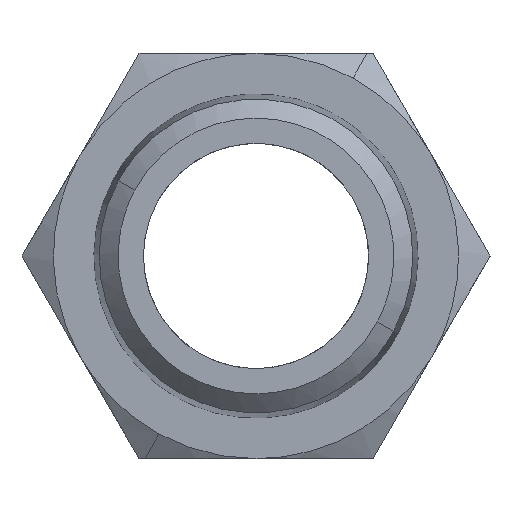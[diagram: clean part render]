
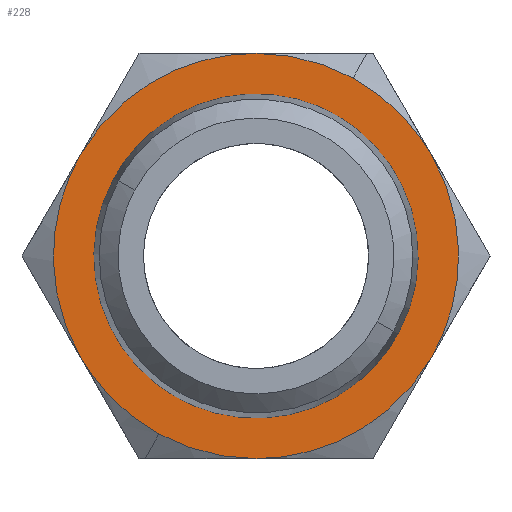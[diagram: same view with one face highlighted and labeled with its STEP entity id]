
A CAD part, front view. The second image highlights one B-rep face of the part: STEP entity #228.
In plain terms, the highlighted planar face has unit normal (0, -1, 0).
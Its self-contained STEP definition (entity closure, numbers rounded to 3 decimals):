
#17=FACE_BOUND('',#325,.T.);
#62=(
BOUNDED_CURVE()
B_SPLINE_CURVE(2,(#1835,#1836,#1837),.UNSPECIFIED.,.F.,.F.)
B_SPLINE_CURVE_WITH_KNOTS((3,3),(0.,14.137),.UNSPECIFIED.)
CURVE()
GEOMETRIC_REPRESENTATION_ITEM()
RATIONAL_B_SPLINE_CURVE((1.,0.866,1.))
REPRESENTATION_ITEM('')
);
#63=(
BOUNDED_CURVE()
B_SPLINE_CURVE(2,(#1838,#1839,#1840),.UNSPECIFIED.,.F.,.F.)
B_SPLINE_CURVE_WITH_KNOTS((3,3),(0.,14.137),.UNSPECIFIED.)
CURVE()
GEOMETRIC_REPRESENTATION_ITEM()
RATIONAL_B_SPLINE_CURVE((1.,0.866,1.))
REPRESENTATION_ITEM('')
);
#64=(
BOUNDED_CURVE()
B_SPLINE_CURVE(2,(#1841,#1842,#1843),.UNSPECIFIED.,.F.,.F.)
B_SPLINE_CURVE_WITH_KNOTS((3,3),(0.,7.387),.UNSPECIFIED.)
CURVE()
GEOMETRIC_REPRESENTATION_ITEM()
RATIONAL_B_SPLINE_CURVE((1.,0.963,1.))
REPRESENTATION_ITEM('')
);
#65=(
BOUNDED_CURVE()
B_SPLINE_CURVE(2,(#1844,#1845,#1846),.UNSPECIFIED.,.F.,.F.)
B_SPLINE_CURVE_WITH_KNOTS((3,3),(0.,6.75),.UNSPECIFIED.)
CURVE()
GEOMETRIC_REPRESENTATION_ITEM()
RATIONAL_B_SPLINE_CURVE((1.,0.969,1.))
REPRESENTATION_ITEM('')
);
#66=(
BOUNDED_CURVE()
B_SPLINE_CURVE(2,(#1847,#1848,#1849),.UNSPECIFIED.,.F.,.F.)
B_SPLINE_CURVE_WITH_KNOTS((3,3),(0.,14.137),.UNSPECIFIED.)
CURVE()
GEOMETRIC_REPRESENTATION_ITEM()
RATIONAL_B_SPLINE_CURVE((1.,0.866,1.))
REPRESENTATION_ITEM('')
);
#67=(
BOUNDED_CURVE()
B_SPLINE_CURVE(2,(#1850,#1851,#1852),.UNSPECIFIED.,.F.,.F.)
B_SPLINE_CURVE_WITH_KNOTS((3,3),(0.,14.137),.UNSPECIFIED.)
CURVE()
GEOMETRIC_REPRESENTATION_ITEM()
RATIONAL_B_SPLINE_CURVE((1.,0.866,1.))
REPRESENTATION_ITEM('')
);
#68=(
BOUNDED_CURVE()
B_SPLINE_CURVE(2,(#1853,#1854,#1855),.UNSPECIFIED.,.F.,.F.)
B_SPLINE_CURVE_WITH_KNOTS((3,3),(0.,6.75),.UNSPECIFIED.)
CURVE()
GEOMETRIC_REPRESENTATION_ITEM()
RATIONAL_B_SPLINE_CURVE((1.,0.969,1.))
REPRESENTATION_ITEM('')
);
#69=(
BOUNDED_CURVE()
B_SPLINE_CURVE(2,(#1856,#1857,#1858),.UNSPECIFIED.,.F.,.F.)
B_SPLINE_CURVE_WITH_KNOTS((3,3),(0.,7.387),.UNSPECIFIED.)
CURVE()
GEOMETRIC_REPRESENTATION_ITEM()
RATIONAL_B_SPLINE_CURVE((1.,0.963,1.))
REPRESENTATION_ITEM('')
);
#70=(
BOUNDED_CURVE()
B_SPLINE_CURVE(2,(#1859,#1860,#1861,#1862,#1863),.UNSPECIFIED.,.F.,.F.)
B_SPLINE_CURVE_WITH_KNOTS((3,2,3),(-33.929,-16.965,
0.),.UNSPECIFIED.)
CURVE()
GEOMETRIC_REPRESENTATION_ITEM()
RATIONAL_B_SPLINE_CURVE((1.,0.707,1.,0.707,1.))
REPRESENTATION_ITEM('')
);
#71=(
BOUNDED_CURVE()
B_SPLINE_CURVE(2,(#1864,#1865,#1866,#1867,#1868),.UNSPECIFIED.,.F.,.F.)
B_SPLINE_CURVE_WITH_KNOTS((3,2,3),(-33.929,-16.965,
0.),.UNSPECIFIED.)
CURVE()
GEOMETRIC_REPRESENTATION_ITEM()
RATIONAL_B_SPLINE_CURVE((1.,0.707,1.,0.707,1.))
REPRESENTATION_ITEM('')
);
#228=ADVANCED_FACE('',(#275,#17),#1046,.T.);
#275=FACE_OUTER_BOUND('',#324,.T.);
#324=EDGE_LOOP('',(#443,#444,#445,#446,#447,#448,#449,#450));
#325=EDGE_LOOP('',(#451,#452));
#443=ORIENTED_EDGE('',*,*,#657,.F.);
#444=ORIENTED_EDGE('',*,*,#656,.F.);
#445=ORIENTED_EDGE('',*,*,#655,.F.);
#446=ORIENTED_EDGE('',*,*,#653,.F.);
#447=ORIENTED_EDGE('',*,*,#654,.F.);
#448=ORIENTED_EDGE('',*,*,#652,.F.);
#449=ORIENTED_EDGE('',*,*,#651,.F.);
#450=ORIENTED_EDGE('',*,*,#658,.F.);
#451=ORIENTED_EDGE('',*,*,#659,.F.);
#452=ORIENTED_EDGE('',*,*,#660,.F.);
#651=EDGE_CURVE('',#948,#949,#62,.T.);
#652=EDGE_CURVE('',#949,#947,#63,.T.);
#653=EDGE_CURVE('',#950,#951,#64,.T.);
#654=EDGE_CURVE('',#947,#950,#65,.T.);
#655=EDGE_CURVE('',#951,#952,#66,.T.);
#656=EDGE_CURVE('',#952,#953,#67,.T.);
#657=EDGE_CURVE('',#953,#954,#68,.T.);
#658=EDGE_CURVE('',#954,#948,#69,.T.);
#659=EDGE_CURVE('',#955,#956,#70,.T.);
#660=EDGE_CURVE('',#956,#955,#71,.T.);
#947=VERTEX_POINT('',#1825);
#948=VERTEX_POINT('',#1826);
#949=VERTEX_POINT('',#1827);
#950=VERTEX_POINT('',#1828);
#951=VERTEX_POINT('',#1829);
#952=VERTEX_POINT('',#1830);
#953=VERTEX_POINT('',#1831);
#954=VERTEX_POINT('',#1832);
#955=VERTEX_POINT('',#1833);
#956=VERTEX_POINT('',#1834);
#1046=PLANE('',#1145);
#1145=AXIS2_PLACEMENT_3D('',#1824,#1160,$);
#1160=DIRECTION('',(0.,-1.,0.));
#1824=CARTESIAN_POINT('',(-18.766,15.,17.647));
#1825=CARTESIAN_POINT('',(0.,15.,-13.5));
#1826=CARTESIAN_POINT('',(11.691,15.,6.75));
#1827=CARTESIAN_POINT('',(11.691,15.,-6.75));
#1828=CARTESIAN_POINT('',(-6.472,15.,-11.847));
#1829=CARTESIAN_POINT('',(-11.691,15.,-6.75));
#1830=CARTESIAN_POINT('',(-11.691,15.,6.75));
#1831=CARTESIAN_POINT('',(0.,15.,13.5));
#1832=CARTESIAN_POINT('',(6.472,15.,11.847));
#1833=CARTESIAN_POINT('',(-9.478,15.,5.178));
#1834=CARTESIAN_POINT('',(9.478,15.,-5.178));
#1835=CARTESIAN_POINT('',(11.691,15.,6.75));
#1836=CARTESIAN_POINT('',(15.588,15.,0.));
#1837=CARTESIAN_POINT('',(11.691,15.,-6.75));
#1838=CARTESIAN_POINT('',(11.691,15.,-6.75));
#1839=CARTESIAN_POINT('',(7.794,15.,-13.5));
#1840=CARTESIAN_POINT('',(0.,15.,-13.5));
#1841=CARTESIAN_POINT('',(-6.472,15.,-11.847));
#1842=CARTESIAN_POINT('',(-9.797,15.,-10.031));
#1843=CARTESIAN_POINT('',(-11.691,15.,-6.75));
#1844=CARTESIAN_POINT('',(0.,15.,-13.5));
#1845=CARTESIAN_POINT('',(-3.447,15.,-13.5));
#1846=CARTESIAN_POINT('',(-6.472,15.,-11.847));
#1847=CARTESIAN_POINT('',(-11.691,15.,-6.75));
#1848=CARTESIAN_POINT('',(-15.588,15.,0.));
#1849=CARTESIAN_POINT('',(-11.691,15.,6.75));
#1850=CARTESIAN_POINT('',(-11.691,15.,6.75));
#1851=CARTESIAN_POINT('',(-7.794,15.,13.5));
#1852=CARTESIAN_POINT('',(0.,15.,13.5));
#1853=CARTESIAN_POINT('',(0.,15.,13.5));
#1854=CARTESIAN_POINT('',(3.447,15.,13.5));
#1855=CARTESIAN_POINT('',(6.472,15.,11.847));
#1856=CARTESIAN_POINT('',(6.472,15.,11.847));
#1857=CARTESIAN_POINT('',(9.797,15.,10.031));
#1858=CARTESIAN_POINT('',(11.691,15.,6.75));
#1859=CARTESIAN_POINT('',(-9.478,15.,5.178));
#1860=CARTESIAN_POINT('',(-14.656,15.,-4.3));
#1861=CARTESIAN_POINT('',(-5.178,15.,-9.478));
#1862=CARTESIAN_POINT('',(4.3,15.,-14.656));
#1863=CARTESIAN_POINT('',(9.478,15.,-5.178));
#1864=CARTESIAN_POINT('',(9.478,15.,-5.178));
#1865=CARTESIAN_POINT('',(14.656,15.,4.3));
#1866=CARTESIAN_POINT('',(5.178,15.,9.478));
#1867=CARTESIAN_POINT('',(-4.3,15.,14.656));
#1868=CARTESIAN_POINT('',(-9.478,15.,5.178));
